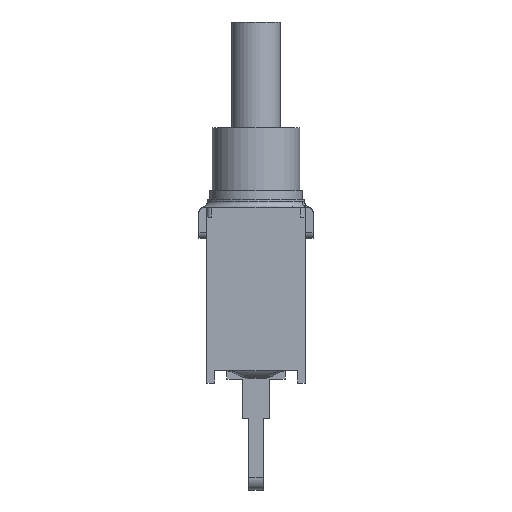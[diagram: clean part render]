
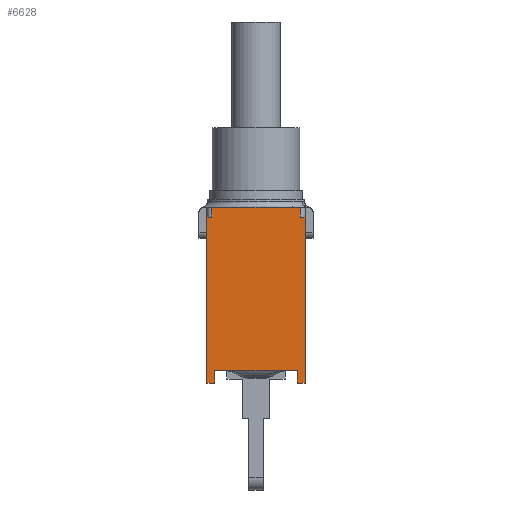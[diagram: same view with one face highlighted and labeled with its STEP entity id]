
A CAD part, left-side view. The second image highlights one B-rep face of the part: STEP entity #6628.
In plain terms, the highlighted planar face has unit normal (-1, 0, 0).
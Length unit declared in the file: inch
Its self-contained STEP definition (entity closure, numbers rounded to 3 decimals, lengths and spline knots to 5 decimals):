
#1800=CARTESIAN_POINT('',(-0.16004,0.09016,0.35748));
#1801=VERTEX_POINT('',#1800);
#1809=CARTESIAN_POINT('',(-0.16004,-0.09016,0.35748));
#1810=VERTEX_POINT('',#1809);
#1811=CARTESIAN_POINT('',(-0.16004,-0.09016,0.35748));
#1812=DIRECTION('',(0.0,1.0,0.0));
#1813=VECTOR('',#1812,0.18031);
#1814=LINE('',#1811,#1813);
#1815=EDGE_CURVE('',#1810,#1801,#1814,.T.);
#2648=CARTESIAN_POINT('',(-0.16004,0.09016,0.3374));
#2649=VERTEX_POINT('',#2648);
#2657=CARTESIAN_POINT('',(-0.16004,0.09016,0.3374));
#2658=DIRECTION('',(0.0,0.0,1.0));
#2659=VECTOR('',#2658,0.02008);
#2660=LINE('',#2657,#2659);
#2661=EDGE_CURVE('',#2649,#1801,#2660,.T.);
#2672=CARTESIAN_POINT('',(-0.16004,-0.09016,0.3374));
#2673=VERTEX_POINT('',#2672);
#2674=CARTESIAN_POINT('',(-0.16004,-0.09016,0.35748));
#2675=DIRECTION('',(0.0,0.0,-1.0));
#2676=VECTOR('',#2675,0.02008);
#2677=LINE('',#2674,#2676);
#2678=EDGE_CURVE('',#1810,#2673,#2677,.T.);
#3080=CARTESIAN_POINT('',(-0.16004,0.1,0.3374));
#3081=VERTEX_POINT('',#3080);
#3088=CARTESIAN_POINT('',(-0.16004,0.09016,0.3374));
#3089=DIRECTION('',(0.0,1.0,0.0));
#3090=VECTOR('',#3089,0.00984);
#3091=LINE('',#3088,#3090);
#3092=EDGE_CURVE('',#2649,#3081,#3091,.T.);
#3184=CARTESIAN_POINT('',(-0.16004,0.1,0.0));
#3185=VERTEX_POINT('',#3184);
#3192=CARTESIAN_POINT('',(-0.16004,0.1,0.0));
#3193=DIRECTION('',(0.0,0.0,1.0));
#3194=VECTOR('',#3193,0.3374);
#3195=LINE('',#3192,#3194);
#3196=EDGE_CURVE('',#3185,#3081,#3195,.T.);
#3275=CARTESIAN_POINT('',(-0.16004,-0.08425,0.02559));
#3276=VERTEX_POINT('',#3275);
#3283=CARTESIAN_POINT('',(-0.16004,0.08425,0.02559));
#3284=VERTEX_POINT('',#3283);
#3285=CARTESIAN_POINT('',(-0.16004,0.08425,0.02559));
#3286=DIRECTION('',(0.0,-1.0,0.0));
#3287=VECTOR('',#3286,0.1685);
#3288=LINE('',#3285,#3287);
#3289=EDGE_CURVE('',#3284,#3276,#3288,.T.);
#6407=CARTESIAN_POINT('',(-0.16004,-0.08425,0.0));
#6408=VERTEX_POINT('',#6407);
#6415=CARTESIAN_POINT('',(-0.16004,-0.08425,0.02559));
#6416=DIRECTION('',(0.0,0.0,-1.0));
#6417=VECTOR('',#6416,0.02559);
#6418=LINE('',#6415,#6417);
#6419=EDGE_CURVE('',#3276,#6408,#6418,.T.);
#6430=CARTESIAN_POINT('',(-0.16004,0.08425,0.0));
#6431=VERTEX_POINT('',#6430);
#6432=CARTESIAN_POINT('',(-0.16004,0.08425,0.0));
#6433=DIRECTION('',(0.0,0.0,1.0));
#6434=VECTOR('',#6433,0.02559);
#6435=LINE('',#6432,#6434);
#6436=EDGE_CURVE('',#6431,#3284,#6435,.T.);
#6585=CARTESIAN_POINT('',(-0.16004,-0.11,-0.01787));
#6586=DIRECTION('',(-1.0,0.0,0.0));
#6587=DIRECTION('',(0.0,0.0,1.0));
#6588=AXIS2_PLACEMENT_3D('',#6585,#6586,#6587);
#6589=PLANE('',#6588);
#6590=ORIENTED_EDGE('',*,*,#6436,.T.);
#6591=ORIENTED_EDGE('',*,*,#3289,.T.);
#6592=ORIENTED_EDGE('',*,*,#6419,.T.);
#6593=CARTESIAN_POINT('',(-0.16004,-0.1,0.0));
#6594=VERTEX_POINT('',#6593);
#6595=CARTESIAN_POINT('',(-0.16004,-0.1,0.0));
#6596=DIRECTION('',(0.0,1.0,0.0));
#6597=VECTOR('',#6596,0.01575);
#6598=LINE('',#6595,#6597);
#6599=EDGE_CURVE('',#6594,#6408,#6598,.T.);
#6600=ORIENTED_EDGE('',*,*,#6599,.F.);
#6601=CARTESIAN_POINT('',(-0.16004,-0.1,0.3374));
#6602=VERTEX_POINT('',#6601);
#6603=CARTESIAN_POINT('',(-0.16004,-0.1,0.0));
#6604=DIRECTION('',(0.0,0.0,1.0));
#6605=VECTOR('',#6604,0.3374);
#6606=LINE('',#6603,#6605);
#6607=EDGE_CURVE('',#6594,#6602,#6606,.T.);
#6608=ORIENTED_EDGE('',*,*,#6607,.T.);
#6609=CARTESIAN_POINT('',(-0.16004,-0.1,0.3374));
#6610=DIRECTION('',(0.0,1.0,0.0));
#6611=VECTOR('',#6610,0.00984);
#6612=LINE('',#6609,#6611);
#6613=EDGE_CURVE('',#6602,#2673,#6612,.T.);
#6614=ORIENTED_EDGE('',*,*,#6613,.T.);
#6615=ORIENTED_EDGE('',*,*,#2678,.F.);
#6616=ORIENTED_EDGE('',*,*,#1815,.T.);
#6617=ORIENTED_EDGE('',*,*,#2661,.F.);
#6618=ORIENTED_EDGE('',*,*,#3092,.T.);
#6619=ORIENTED_EDGE('',*,*,#3196,.F.);
#6620=CARTESIAN_POINT('',(-0.16004,0.08425,0.0));
#6621=DIRECTION('',(0.0,1.0,0.0));
#6622=VECTOR('',#6621,0.01575);
#6623=LINE('',#6620,#6622);
#6624=EDGE_CURVE('',#6431,#3185,#6623,.T.);
#6625=ORIENTED_EDGE('',*,*,#6624,.F.);
#6626=EDGE_LOOP('',(#6590,#6591,#6592,#6600,#6608,#6614,#6615,#6616,#6617,#6618,#6619,#6625));
#6627=FACE_OUTER_BOUND('',#6626,.T.);
#6628=ADVANCED_FACE('',(#6627),#6589,.T.);
